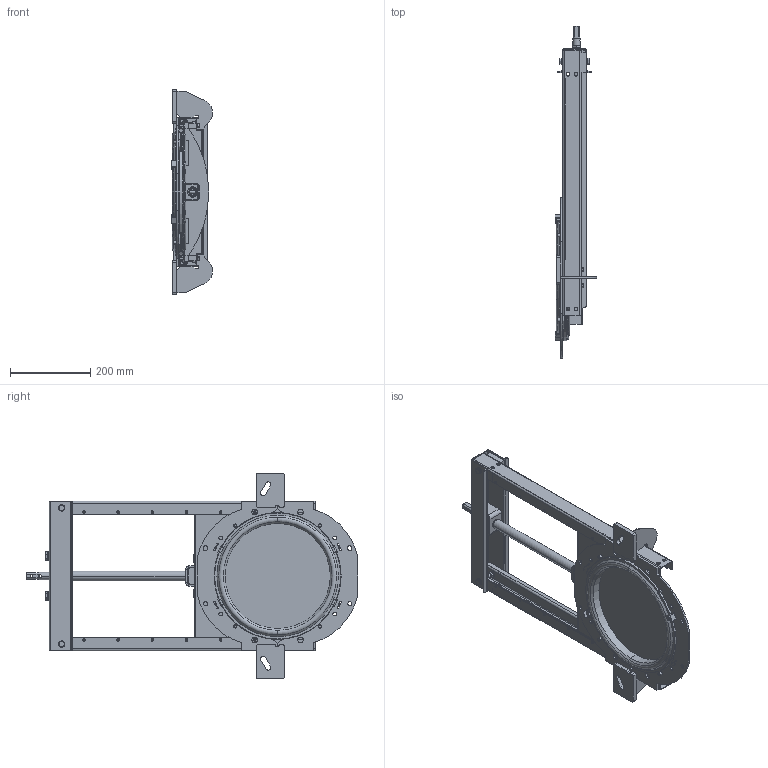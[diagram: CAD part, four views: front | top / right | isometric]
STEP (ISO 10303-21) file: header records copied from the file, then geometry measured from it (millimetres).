
FILE_DESCRIPTION (( 'STEP AP203' ), '1' );
FILE_NAME ('011-250-00.STEP', '2019-02-27T13:43:29', ( '' ), ( '' ), 'SwSTEP 2.0', 'SolidWorks 2017', '' );
FILE_SCHEMA (( 'CONFIG_CONTROL_DESIGN' ));
Length unit declared in the file: millimetre
Products named in the file (1): 011-250-00
Bounding box: 102.48 x 826.5 x 512 mm (x, y, z)
Surface area: 1175594.1 mm2 (no closed solid volume)
Topology: 0 solids, 160 shells, 996 faces, 3191 edges, 2256 vertices
Faces by surface type: plane 523, cylinder 318, cone 104, torus 51
Entity records: 36773 total; most frequent: CARTESIAN_POINT 8392, DIRECTION 6276, ORIENTED_EDGE 4863, EDGE_CURVE 3179, AXIS2_PLACEMENT_3D 2360, VERTEX_POINT 2256, VECTOR 1556, LINE 1556
